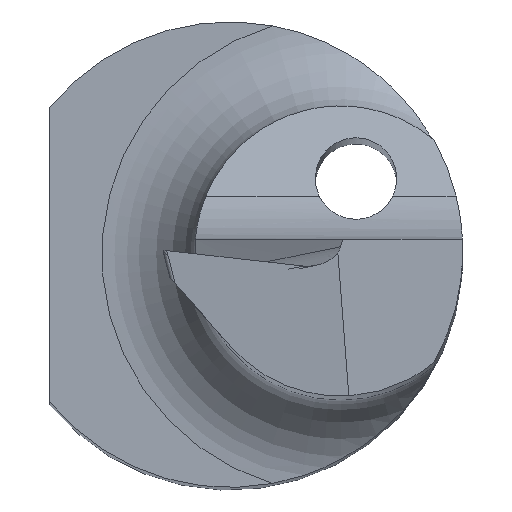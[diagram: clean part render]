
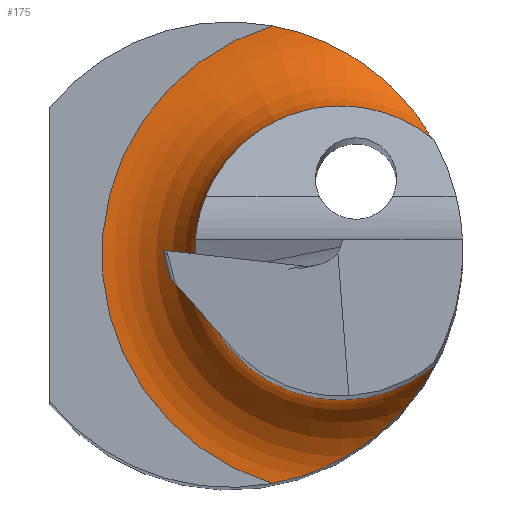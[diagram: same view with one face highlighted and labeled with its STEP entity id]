
A CAD part, top view. The second image highlights one B-rep face of the part: STEP entity #175.
In plain terms, the highlighted toroidal (fillet/blend) face has major radius 2.05 mm and minor radius 0.8 mm.
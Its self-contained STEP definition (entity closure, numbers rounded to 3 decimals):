
#18 = CARTESIAN_POINT ( 'NONE',  ( 1.406, -1.431, 14.216 ) ) ;
#78 = AXIS2_PLACEMENT_3D ( 'NONE', #193, #189, #636 ) ;
#94 = CARTESIAN_POINT ( 'NONE',  ( 0.368, -1.966, 14. ) ) ;
#134 = CIRCLE ( 'NONE', #78, 1.25 ) ;
#153 = DIRECTION ( 'NONE',  ( -1., 0., 0. ) ) ;
#156 = CARTESIAN_POINT ( 'NONE',  ( 1.758, -0.954, 14.8 ) ) ;
#164 = CARTESIAN_POINT ( 'NONE',  ( 1.738, -0.991, 14.63 ) ) ;
#175 = ADVANCED_FACE ( 'NONE', ( #184 ), #360, .F. ) ;
#180 = DIRECTION ( 'NONE',  ( -1., 0., 0. ) ) ;
#184 = FACE_OUTER_BOUND ( 'NONE', #704, .T. ) ;
#189 = DIRECTION ( 'NONE',  ( 0., 0., -1. ) ) ;
#193 = CARTESIAN_POINT ( 'NONE',  ( 0.95, 0., 14.8 ) ) ;
#198 = CARTESIAN_POINT ( 'NONE',  ( 1.515, 1.314, 14.289 ) ) ;
#207 = VERTEX_POINT ( 'NONE', #457 ) ;
#212 = CARTESIAN_POINT ( 'NONE',  ( 1.758, 0.954, 14.8 ) ) ;
#229 = CARTESIAN_POINT ( 'NONE',  ( 1.758, -0.954, 14.711 ) ) ;
#232 = CARTESIAN_POINT ( 'NONE',  ( 1.515, -1.313, 14.289 ) ) ;
#257 = CARTESIAN_POINT ( 'NONE',  ( 1.681, 1.085, 14.494 ) ) ;
#299 = EDGE_CURVE ( 'NONE', #387, #207, #485, .T. ) ;
#321 = DIRECTION ( 'NONE',  ( 0., 0., 1. ) ) ;
#327 = CARTESIAN_POINT ( 'NONE',  ( 1.738, 0.991, 14.63 ) ) ;
#341 = CARTESIAN_POINT ( 'NONE',  ( 1.681, -1.085, 14.495 ) ) ;
#360 = TOROIDAL_SURFACE ( 'NONE', #824, 2.05, 0.8 ) ;
#379 = CARTESIAN_POINT ( 'NONE',  ( 0.95, 0., 14.8 ) ) ;
#387 = VERTEX_POINT ( 'NONE', #212 ) ;
#390 = EDGE_CURVE ( 'NONE', #794, #508, #551, .T. ) ;
#406 = CARTESIAN_POINT ( 'NONE',  ( 1.758, 0.954, 14.8 ) ) ;
#419 = ORIENTED_EDGE ( 'NONE', *, *, #299, .T. ) ;
#438 = AXIS2_PLACEMENT_3D ( 'NONE', #686, #774, #180 ) ;
#452 = CARTESIAN_POINT ( 'NONE',  ( 1.013, 1.733, 14.063 ) ) ;
#457 = CARTESIAN_POINT ( 'NONE',  ( 0.368, 1.966, 14. ) ) ;
#464 = CARTESIAN_POINT ( 'NONE',  ( 1.156, -1.64, 14.103 ) ) ;
#465 = CARTESIAN_POINT ( 'NONE',  ( 0.703, 1.88, 14.011 ) ) ;
#485 = B_SPLINE_CURVE_WITH_KNOTS ( 'NONE', 3,
 ( #406, #648, #327, #257, #772, #198, #790, #716, #452, #465, #582, #726 ),
 .UNSPECIFIED., .F., .F.,
 ( 4, 2, 2, 2, 2, 4 ),
 ( 0., 0., 0.001, 0.001, 0.002, 0.002 ),
 .UNSPECIFIED. ) ;
#508 = VERTEX_POINT ( 'NONE', #156 ) ;
#522 = ORIENTED_EDGE ( 'NONE', *, *, #390, .T. ) ;
#528 = CARTESIAN_POINT ( 'NONE',  ( 0.703, -1.88, 14.011 ) ) ;
#534 = CARTESIAN_POINT ( 'NONE',  ( 1.758, -0.954, 14.8 ) ) ;
#535 = CIRCLE ( 'NONE', #438, 2.05 ) ;
#551 = B_SPLINE_CURVE_WITH_KNOTS ( 'NONE', 3,
 ( #94, #591, #528, #789, #464, #18, #232, #597, #341, #164, #229, #534 ),
 .UNSPECIFIED., .F., .F.,
 ( 4, 2, 2, 2, 2, 4 ),
 ( 0., 0.001, 0.001, 0.002, 0.002, 0.002 ),
 .UNSPECIFIED. ) ;
#582 = CARTESIAN_POINT ( 'NONE',  ( 0.54, 1.934, 14. ) ) ;
#591 = CARTESIAN_POINT ( 'NONE',  ( 0.54, -1.934, 14. ) ) ;
#597 = CARTESIAN_POINT ( 'NONE',  ( 1.644, -1.142, 14.438 ) ) ;
#635 = EDGE_CURVE ( 'NONE', #207, #794, #535, .T. ) ;
#636 = DIRECTION ( 'NONE',  ( -1., 0., 0. ) ) ;
#648 = CARTESIAN_POINT ( 'NONE',  ( 1.758, 0.954, 14.711 ) ) ;
#666 = EDGE_CURVE ( 'NONE', #508, #387, #134, .T. ) ;
#686 = CARTESIAN_POINT ( 'NONE',  ( 0.95, 0., 14. ) ) ;
#687 = ORIENTED_EDGE ( 'NONE', *, *, #666, .T. ) ;
#704 = EDGE_LOOP ( 'NONE', ( #522, #687, #419, #764 ) ) ;
#716 = CARTESIAN_POINT ( 'NONE',  ( 1.156, 1.641, 14.102 ) ) ;
#726 = CARTESIAN_POINT ( 'NONE',  ( 0.368, 1.966, 14. ) ) ;
#764 = ORIENTED_EDGE ( 'NONE', *, *, #635, .T. ) ;
#772 = CARTESIAN_POINT ( 'NONE',  ( 1.644, 1.141, 14.438 ) ) ;
#774 = DIRECTION ( 'NONE',  ( 0., 0., 1. ) ) ;
#789 = CARTESIAN_POINT ( 'NONE',  ( 1.013, -1.733, 14.063 ) ) ;
#790 = CARTESIAN_POINT ( 'NONE',  ( 1.408, 1.43, 14.217 ) ) ;
#794 = VERTEX_POINT ( 'NONE', #817 ) ;
#817 = CARTESIAN_POINT ( 'NONE',  ( 0.368, -1.966, 14. ) ) ;
#824 = AXIS2_PLACEMENT_3D ( 'NONE', #379, #321, #153 ) ;
